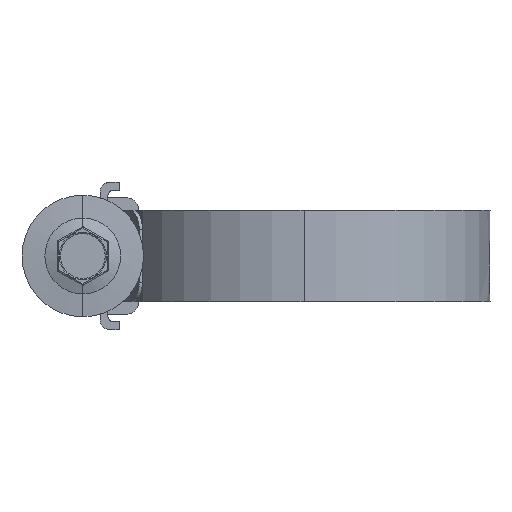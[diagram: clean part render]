
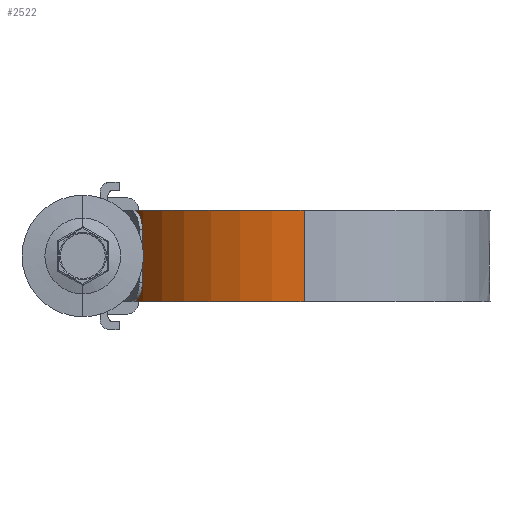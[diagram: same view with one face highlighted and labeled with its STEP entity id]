
A CAD part, left-side view. The second image highlights one B-rep face of the part: STEP entity #2522.
In plain terms, the highlighted cylindrical face has radius 29.08 mm (diameter 58.16 mm), a partial arc.
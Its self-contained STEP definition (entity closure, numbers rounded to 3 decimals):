
#100 = CARTESIAN_POINT ( 'NONE',  ( 0., 0., -7.145 ) ) ;
#228 = LINE ( 'NONE', #9126, #4309 ) ;
#286 = DIRECTION ( 'NONE',  ( 0., 0., -1. ) ) ;
#684 = VERTEX_POINT ( 'NONE', #4427 ) ;
#1290 = CARTESIAN_POINT ( 'NONE',  ( 0., 29.08, -7.145 ) ) ;
#1519 = VERTEX_POINT ( 'NONE', #4360 ) ;
#1563 = EDGE_LOOP ( 'NONE', ( #5440, #11259, #10162, #2306 ) ) ;
#1761 = VERTEX_POINT ( 'NONE', #5097 ) ;
#2033 = DIRECTION ( 'NONE',  ( -1., 0., 0. ) ) ;
#2306 = ORIENTED_EDGE ( 'NONE', *, *, #3685, .T. ) ;
#2522 = ADVANCED_FACE ( 'NONE', ( #11246 ), #4198, .T. ) ;
#3656 = EDGE_CURVE ( 'NONE', #1761, #8520, #8478, .T. ) ;
#3685 = EDGE_CURVE ( 'NONE', #8520, #1519, #9088, .T. ) ;
#4198 = CYLINDRICAL_SURFACE ( 'NONE', #5165, 29.08 ) ;
#4218 = DIRECTION ( 'NONE',  ( 0., 0., -1. ) ) ;
#4309 = VECTOR ( 'NONE', #286, 1000. ) ;
#4360 = CARTESIAN_POINT ( 'NONE',  ( -29.08, 0., -7.145 ) ) ;
#4427 = CARTESIAN_POINT ( 'NONE',  ( -29.08, 0., 7.145 ) ) ;
#5097 = CARTESIAN_POINT ( 'NONE',  ( 0., 29.08, 7.145 ) ) ;
#5165 = AXIS2_PLACEMENT_3D ( 'NONE', #5572, #10054, #2033 ) ;
#5440 = ORIENTED_EDGE ( 'NONE', *, *, #9008, .F. ) ;
#5572 = CARTESIAN_POINT ( 'NONE',  ( 0., 0., 7.145 ) ) ;
#5869 = CARTESIAN_POINT ( 'NONE',  ( 0., 29.08, 7.145 ) ) ;
#6255 = DIRECTION ( 'NONE',  ( 0., 0., 1. ) ) ;
#8035 = AXIS2_PLACEMENT_3D ( 'NONE', #9594, #9717, #8711 ) ;
#8478 = LINE ( 'NONE', #5869, #10206 ) ;
#8520 = VERTEX_POINT ( 'NONE', #1290 ) ;
#8711 = DIRECTION ( 'NONE',  ( 1., 0., 0. ) ) ;
#8821 = DIRECTION ( 'NONE',  ( 1., 0., 0. ) ) ;
#9008 = EDGE_CURVE ( 'NONE', #684, #1519, #228, .T. ) ;
#9088 = CIRCLE ( 'NONE', #10747, 29.08 ) ;
#9126 = CARTESIAN_POINT ( 'NONE',  ( -29.08, 0., 7.145 ) ) ;
#9178 = EDGE_CURVE ( 'NONE', #1761, #684, #9339, .T. ) ;
#9339 = CIRCLE ( 'NONE', #8035, 29.08 ) ;
#9594 = CARTESIAN_POINT ( 'NONE',  ( 0., 0., 7.145 ) ) ;
#9717 = DIRECTION ( 'NONE',  ( 0., 0., 1. ) ) ;
#10054 = DIRECTION ( 'NONE',  ( 0., 0., -1. ) ) ;
#10162 = ORIENTED_EDGE ( 'NONE', *, *, #3656, .T. ) ;
#10206 = VECTOR ( 'NONE', #4218, 1000. ) ;
#10747 = AXIS2_PLACEMENT_3D ( 'NONE', #100, #6255, #8821 ) ;
#11246 = FACE_OUTER_BOUND ( 'NONE', #1563, .T. ) ;
#11259 = ORIENTED_EDGE ( 'NONE', *, *, #9178, .F. ) ;
